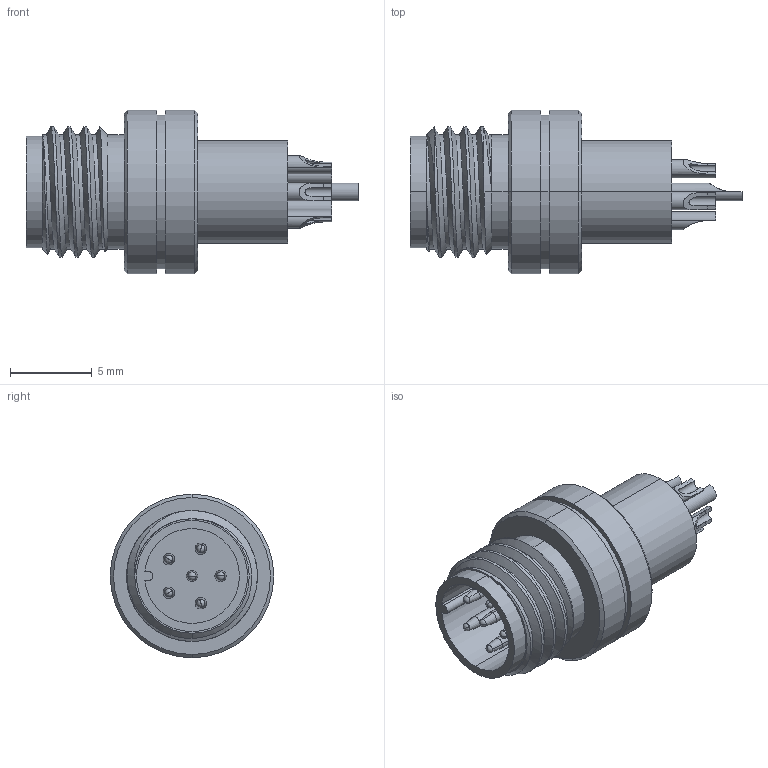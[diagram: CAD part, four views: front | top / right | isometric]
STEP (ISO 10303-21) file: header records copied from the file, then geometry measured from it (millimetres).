
FILE_DESCRIPTION (( 'STEP AP203' ), '1' );
FILE_NAME ('50-01007revA.STEP', '2023-07-03T16:35:39', ( '' ), ( '' ), 'SwSTEP 2.0', 'SolidWorks 2021', '' );
FILE_SCHEMA (( 'CONFIG_CONTROL_DESIGN' ));
Length unit declared in the file: millimetre
Products named in the file (5): 50-01007-02___; 50-01007-04___; 50-01007revA; 50-01007-01___; 50-01007-03___
Assembly tree (8 placements, depth 2):
  50-01007revA
    50-01007-01___
    50-01007-02___
    50-01007-03___  x5
    50-01007-04___
Bounding box: 20.3 x 10 x 10 mm (x, y, z)
Volume: 638.3 mm3; surface area: 1670.3 mm2
Topology: 8 solids, 8 shells, 254 faces, 554 edges, 333 vertices
Faces by surface type: cylinder 115, plane 53, cone 47, torus 24, sphere 12, bspline 3
Entity records: 5293 total; most frequent: CARTESIAN_POINT 1522, DIRECTION 731, ORIENTED_EDGE 604, AXIS2_PLACEMENT_3D 310, EDGE_CURVE 302, VERTEX_POINT 189, EDGE_LOOP 169, CIRCLE 164
